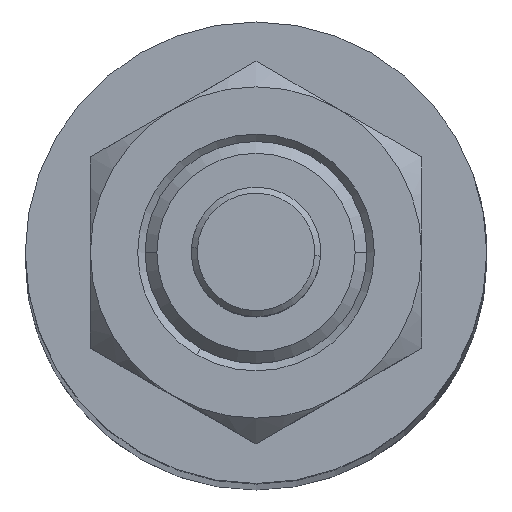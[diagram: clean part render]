
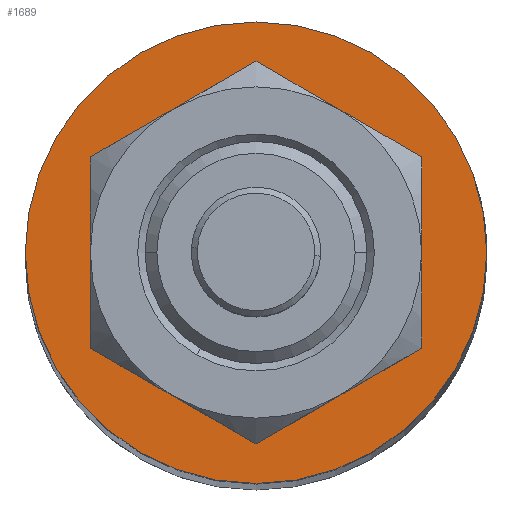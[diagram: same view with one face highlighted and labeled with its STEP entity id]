
A CAD part, top view. The second image highlights one B-rep face of the part: STEP entity #1689.
In plain terms, the highlighted planar face has unit normal (0, 0, 1).
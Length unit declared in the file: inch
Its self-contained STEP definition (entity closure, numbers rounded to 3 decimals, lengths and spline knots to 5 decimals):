
#125 = DIRECTION ( 'NONE',  ( 0., -1., 0. ) ) ;
#132 = ORIENTED_EDGE ( 'NONE', *, *, #2284, .F. ) ;
#154 = DIRECTION ( 'NONE',  ( 0., 0., 1. ) ) ;
#485 = VERTEX_POINT ( 'NONE', #1182 ) ;
#487 = DIRECTION ( 'NONE',  ( 0., 0., 1. ) ) ;
#863 = CIRCLE ( 'NONE', #1526, 0.373 ) ;
#936 = PLANE ( 'NONE',  #982 ) ;
#982 = AXIS2_PLACEMENT_3D ( 'NONE', #2705, #1455, #3235 ) ;
#1022 = FACE_BOUND ( 'NONE', #2204, .T. ) ;
#1179 = AXIS2_PLACEMENT_3D ( 'NONE', #1243, #3006, #1494 ) ;
#1182 = CARTESIAN_POINT ( 'NONE',  ( 0., 0.373, -0.88 ) ) ;
#1243 = CARTESIAN_POINT ( 'NONE',  ( 0., 0., -0.88 ) ) ;
#1455 = DIRECTION ( 'NONE',  ( 0., 0., -1. ) ) ;
#1494 = DIRECTION ( 'NONE',  ( 1., 0., 0. ) ) ;
#1526 = AXIS2_PLACEMENT_3D ( 'NONE', #1997, #487, #2238 ) ;
#1533 = CIRCLE ( 'NONE', #1651, 0.78 ) ;
#1572 = EDGE_CURVE ( 'NONE', #1855, #485, #2751, .T. ) ;
#1649 = DIRECTION ( 'NONE',  ( 0., 0., 1. ) ) ;
#1651 = AXIS2_PLACEMENT_3D ( 'NONE', #1679, #154, #1937 ) ;
#1679 = CARTESIAN_POINT ( 'NONE',  ( 0., 0., -0.88 ) ) ;
#1689 = ADVANCED_FACE ( 'NONE', ( #1776, #1022 ), #936, .F. ) ;
#1691 = CARTESIAN_POINT ( 'NONE',  ( 0., -0.373, -0.88 ) ) ;
#1776 = FACE_OUTER_BOUND ( 'NONE', #2067, .T. ) ;
#1800 = EDGE_CURVE ( 'NONE', #3270, #2006, #1533, .T. ) ;
#1855 = VERTEX_POINT ( 'NONE', #1691 ) ;
#1880 = ORIENTED_EDGE ( 'NONE', *, *, #2810, .T. ) ;
#1905 = AXIS2_PLACEMENT_3D ( 'NONE', #3173, #1649, #125 ) ;
#1937 = DIRECTION ( 'NONE',  ( 1., 0., 0. ) ) ;
#1997 = CARTESIAN_POINT ( 'NONE',  ( 0., 0., -0.88 ) ) ;
#2006 = VERTEX_POINT ( 'NONE', #3070 ) ;
#2067 = EDGE_LOOP ( 'NONE', ( #1880, #2478 ) ) ;
#2204 = EDGE_LOOP ( 'NONE', ( #2679, #132 ) ) ;
#2228 = CARTESIAN_POINT ( 'NONE',  ( -0.78, 0., -0.88 ) ) ;
#2238 = DIRECTION ( 'NONE',  ( 0., -1., 0. ) ) ;
#2266 = CIRCLE ( 'NONE', #1179, 0.78 ) ;
#2284 = EDGE_CURVE ( 'NONE', #485, #1855, #863, .T. ) ;
#2478 = ORIENTED_EDGE ( 'NONE', *, *, #1800, .T. ) ;
#2679 = ORIENTED_EDGE ( 'NONE', *, *, #1572, .F. ) ;
#2705 = CARTESIAN_POINT ( 'NONE',  ( 0., 0.78, -0.88 ) ) ;
#2751 = CIRCLE ( 'NONE', #1905, 0.373 ) ;
#2810 = EDGE_CURVE ( 'NONE', #2006, #3270, #2266, .T. ) ;
#3006 = DIRECTION ( 'NONE',  ( 0., 0., 1. ) ) ;
#3070 = CARTESIAN_POINT ( 'NONE',  ( 0.78, 0., -0.88 ) ) ;
#3173 = CARTESIAN_POINT ( 'NONE',  ( 0., 0., -0.88 ) ) ;
#3235 = DIRECTION ( 'NONE',  ( -1., 0., 0. ) ) ;
#3270 = VERTEX_POINT ( 'NONE', #2228 ) ;
